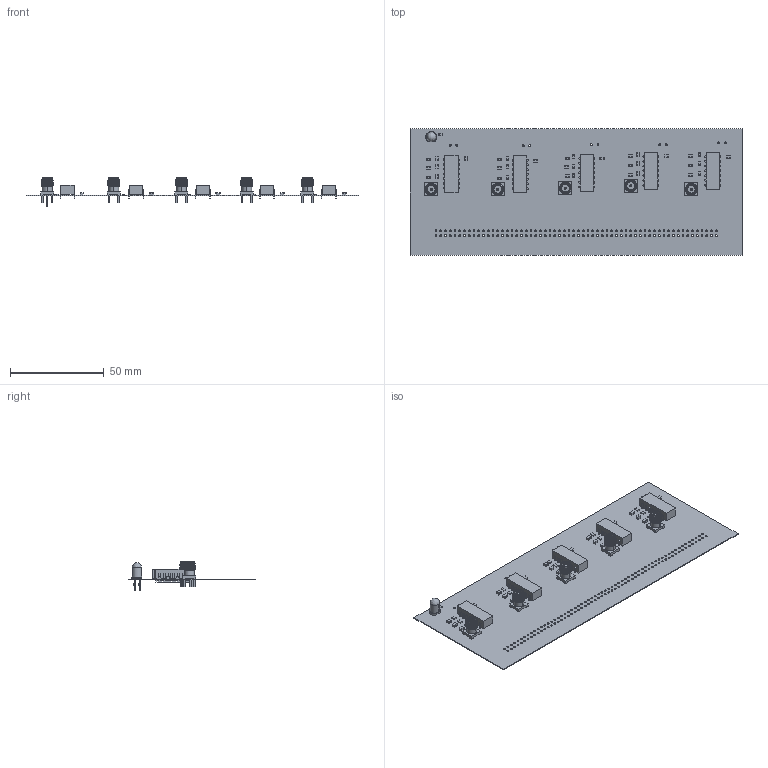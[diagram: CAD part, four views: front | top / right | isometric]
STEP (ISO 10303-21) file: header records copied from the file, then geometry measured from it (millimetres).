
FILE_DESCRIPTION(('Open CASCADE Model'),'2;1');
FILE_NAME('Open CASCADE Shape Model','2023-11-03T18:29:35',('Author'),( 'Open CASCADE'),'Open CASCADE STEP processor 6.8','Open CASCADE 6.8' ,'Unknown');
FILE_SCHEMA(('AUTOMOTIVE_DESIGN { 1 0 10303 214 1 1 1 1 }'));
Length unit declared in the file: millimetre
Products named in the file (98): PCB; Board; Open CASCADE STEP translator 6.8 129.1.1; RL; -1878473488; Extruded; -1878473608; D1; User_Library-LEDd5B; User_Library-LEDd5B_Board_1; User_Library-LEDd5B_Open_CASCADE_STEP_translator_6.2_185.2_1; User_Library-LEDd5B_457163344_1; User_Library-LEDd5B_Extruded_5; User_Library-LEDd5B_457162576_1; User_Library-LEDd5B_Extruded_6; User_Library-LEDd5B_456931712_1; User_Library-LEDd5B_Sphere_1; User_Library-LEDd5B_457163216_1; User_Library-LEDd5B_Extruded_7; User_Library-LEDd5B_456931600_1; User_Library-LEDd5B_Cylinder_1; User_Library-LEDd5B_457162192_1; User_Library-LEDd5B_Extruded_8; User_Library-LEDd5B_457162064_1; User_Library-LEDd5B_Extruded_9; U1; -1878474208; -1878474168; -1878474088; -1878474008; SIGNAL_5; 132134-15; SIGNAL_2; SIGNAL_4; SIGNAL_3; SIGNAL_1; U6; U5; U4; U3 ...
Assembly tree (412 placements, depth 6):
  PCB
    Board
      Open CASCADE STEP translator 6.8 129.1.1
    RL
      -1878473488
        Extruded
      -1878473608  x2
        Extruded
    D1
      User_Library-LEDd5B
        User_Library-LEDd5B_Board_1
        User_Library-LEDd5B_Open_CASCADE_STEP_translator_6.2_185.2_1
          User_Library-LEDd5B_457163344_1
            User_Library-LEDd5B_Extruded_5
          User_Library-LEDd5B_457162576_1
            User_Library-LEDd5B_Extruded_6
          User_Library-LEDd5B_456931712_1
            User_Library-LEDd5B_Sphere_1
          User_Library-LEDd5B_457163216_1
            User_Library-LEDd5B_Extruded_7
          User_Library-LEDd5B_456931600_1
            User_Library-LEDd5B_Cylinder_1
          User_Library-LEDd5B_457162192_1
            User_Library-LEDd5B_Extruded_8
          User_Library-LEDd5B_457162576_1
            User_Library-LEDd5B_Extruded_6
          User_Library-LEDd5B_457163344_1
            User_Library-LEDd5B_Extruded_5
          User_Library-LEDd5B_457162064_1
            User_Library-LEDd5B_Extruded_9
    U1
      -1878474208
        Extruded
      -1878474168  x14
        Extruded
      -1878474088  x14
        Extruded
      -1878474008  x14
        Extruded
    SIGNAL_5
      132134-15
    SIGNAL_2
      132134-15
    SIGNAL_4
      132134-15
    SIGNAL_3
      132134-15
    SIGNAL_1
      132134-15
    U6
      -1878474208
        Extruded
      -1878474168  x14
        Extruded
      -1878474088  x14
        Extruded
      -1878474008  x14
        Extruded
    U5
      -1878474208
Bounding box: 177.5 x 67.5 x 15.52 mm (x, y, z)
Volume: 9898.3 mm3; surface area: 30876 mm2
Topology: 339 solids, 339 shells, 2678 faces, 5859 edges, 3875 vertices
Faces by surface type: plane 2232, cylinder 334, cone 80, bspline 32
Full cylindrical faces by diameter (mm): 0.9 x70, 1 x10, 1.016 x122, 1.7 x20
Entity records: 23473 total; most frequent: CARTESIAN_POINT 5934, DIRECTION 3459, ORIENTED_EDGE 2482, AXIS2_PLACEMENT_3D 1376, EDGE_CURVE 1241, FACE_BOUND 922, EDGE_LOOP 922, VERTEX_POINT 823
